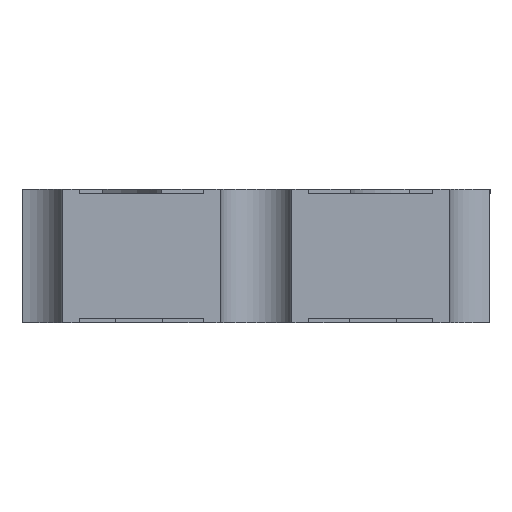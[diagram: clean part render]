
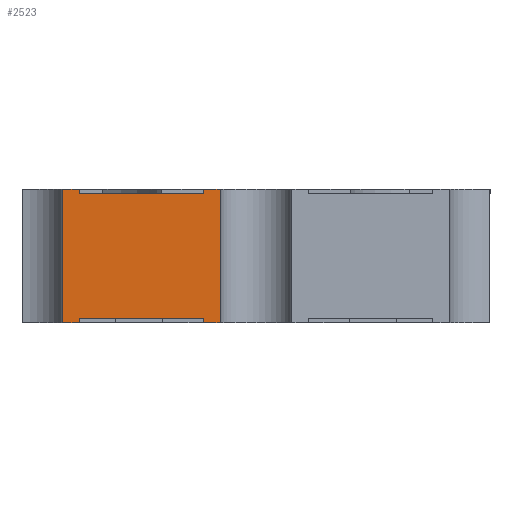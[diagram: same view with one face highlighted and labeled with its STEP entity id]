
A CAD part, left-side view. The second image highlights one B-rep face of the part: STEP entity #2523.
In plain terms, the highlighted planar face has unit normal (-1, 0, 0).
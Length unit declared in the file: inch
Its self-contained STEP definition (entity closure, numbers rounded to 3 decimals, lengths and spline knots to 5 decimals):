
#130 = DIRECTION ( 'NONE',  ( 0., 0., -1. ) ) ;
#384 = ORIENTED_EDGE ( 'NONE', *, *, #9423, .F. ) ;
#475 = EDGE_CURVE ( 'NONE', #694, #6989, #7145, .T. ) ;
#507 = LINE ( 'NONE', #7780, #12570 ) ;
#694 = VERTEX_POINT ( 'NONE', #4971 ) ;
#833 = EDGE_CURVE ( 'NONE', #4219, #6989, #9538, .T. ) ;
#914 = CARTESIAN_POINT ( 'NONE',  ( -0.125, 0.0225, 0.002 ) ) ;
#1129 = CARTESIAN_POINT ( 'NONE',  ( -0.125, 0.0755, 0.055 ) ) ;
#1269 = EDGE_CURVE ( 'NONE', #9005, #9969, #11186, .T. ) ;
#1273 = VECTOR ( 'NONE', #13047, 39.37008 ) ;
#1323 = VECTOR ( 'NONE', #9016, 39.37008 ) ;
#1340 = ORIENTED_EDGE ( 'NONE', *, *, #2070, .T. ) ;
#1420 = LINE ( 'NONE', #5530, #9252 ) ;
#1850 = ORIENTED_EDGE ( 'NONE', *, *, #6868, .T. ) ;
#1929 = DIRECTION ( 'NONE',  ( 0., 0., 1. ) ) ;
#2070 = EDGE_CURVE ( 'NONE', #10766, #5803, #1420, .T. ) ;
#2193 = DIRECTION ( 'NONE',  ( 0., -1., 0. ) ) ;
#2236 = DIRECTION ( 'NONE',  ( 0., 1., 0. ) ) ;
#2286 = DIRECTION ( 'NONE',  ( 0., 0., -1. ) ) ;
#2407 = CARTESIAN_POINT ( 'NONE',  ( -0.125, 0.0153, 0.002 ) ) ;
#2523 = ADVANCED_FACE ( 'NONE', ( #12662 ), #3414, .F. ) ;
#2631 = CARTESIAN_POINT ( 'NONE',  ( -0.125, 0.0755, 0.057 ) ) ;
#2676 = ORIENTED_EDGE ( 'NONE', *, *, #833, .T. ) ;
#3201 = LINE ( 'NONE', #5429, #11106 ) ;
#3263 = DIRECTION ( 'NONE',  ( 0., 1., 0. ) ) ;
#3282 = VECTOR ( 'NONE', #2286, 39.37008 ) ;
#3414 = PLANE ( 'NONE',  #12223 ) ;
#3527 = VECTOR ( 'NONE', #1929, 39.37008 ) ;
#3568 = DIRECTION ( 'NONE',  ( 0., 0., 1. ) ) ;
#3992 = ORIENTED_EDGE ( 'NONE', *, *, #9474, .T. ) ;
#4042 = CARTESIAN_POINT ( 'NONE',  ( -0.125, 0.0755, 0.002 ) ) ;
#4219 = VERTEX_POINT ( 'NONE', #6744 ) ;
#4255 = ORIENTED_EDGE ( 'NONE', *, *, #7595, .T. ) ;
#4437 = ORIENTED_EDGE ( 'NONE', *, *, #7205, .T. ) ;
#4495 = DIRECTION ( 'NONE',  ( 0., 1., 0. ) ) ;
#4615 = DIRECTION ( 'NONE',  ( 0., 0., -1. ) ) ;
#4913 = CARTESIAN_POINT ( 'NONE',  ( -0.125, 0.0153, 0. ) ) ;
#4971 = CARTESIAN_POINT ( 'NONE',  ( -0.125, 0.0755, 0.002 ) ) ;
#5178 = CARTESIAN_POINT ( 'NONE',  ( -0.125, 0.0153, 0. ) ) ;
#5214 = LINE ( 'NONE', #7358, #8882 ) ;
#5313 = CARTESIAN_POINT ( 'NONE',  ( -0.125, 0.08266, 0.002 ) ) ;
#5429 = CARTESIAN_POINT ( 'NONE',  ( -0.125, -0.1025, 0.057 ) ) ;
#5530 = CARTESIAN_POINT ( 'NONE',  ( -0.125, 0.0755, 0.055 ) ) ;
#5558 = VECTOR ( 'NONE', #12403, 39.37008 ) ;
#5803 = VERTEX_POINT ( 'NONE', #2631 ) ;
#6162 = LINE ( 'NONE', #13239, #9548 ) ;
#6195 = VERTEX_POINT ( 'NONE', #6792 ) ;
#6398 = CARTESIAN_POINT ( 'NONE',  ( -0.125, 0.0225, 0.002 ) ) ;
#6475 = CARTESIAN_POINT ( 'NONE',  ( -0.125, 0.0225, 0.002 ) ) ;
#6493 = CARTESIAN_POINT ( 'NONE',  ( -0.125, 0.08266, 0.057 ) ) ;
#6658 = VERTEX_POINT ( 'NONE', #6398 ) ;
#6678 = VECTOR ( 'NONE', #2193, 39.37008 ) ;
#6744 = CARTESIAN_POINT ( 'NONE',  ( -0.125, 0.08266, 0. ) ) ;
#6792 = CARTESIAN_POINT ( 'NONE',  ( -0.125, 0.0153, 0.057 ) ) ;
#6868 = EDGE_CURVE ( 'NONE', #6195, #8964, #3201, .T. ) ;
#6989 = VERTEX_POINT ( 'NONE', #10873 ) ;
#6991 = CARTESIAN_POINT ( 'NONE',  ( -0.125, 0.0225, 0.055 ) ) ;
#7145 = LINE ( 'NONE', #4042, #5558 ) ;
#7205 = EDGE_CURVE ( 'NONE', #5803, #12126, #5214, .T. ) ;
#7358 = CARTESIAN_POINT ( 'NONE',  ( -0.125, -0.1025, 0.057 ) ) ;
#7595 = EDGE_CURVE ( 'NONE', #6658, #9005, #9764, .T. ) ;
#7780 = CARTESIAN_POINT ( 'NONE',  ( -0.125, 0.0153, 0.002 ) ) ;
#8454 = VECTOR ( 'NONE', #130, 39.37008 ) ;
#8521 = CARTESIAN_POINT ( 'NONE',  ( -0.125, 0.0153, 0. ) ) ;
#8851 = EDGE_CURVE ( 'NONE', #12126, #4219, #9290, .T. ) ;
#8882 = VECTOR ( 'NONE', #2236, 39.37008 ) ;
#8964 = VERTEX_POINT ( 'NONE', #9554 ) ;
#9005 = VERTEX_POINT ( 'NONE', #11719 ) ;
#9016 = DIRECTION ( 'NONE',  ( 0., -1., 0. ) ) ;
#9112 = EDGE_CURVE ( 'NONE', #9879, #8964, #9275, .T. ) ;
#9252 = VECTOR ( 'NONE', #3568, 39.37008 ) ;
#9275 = LINE ( 'NONE', #11171, #3527 ) ;
#9290 = LINE ( 'NONE', #5313, #8454 ) ;
#9423 = EDGE_CURVE ( 'NONE', #6195, #9969, #507, .T. ) ;
#9474 = EDGE_CURVE ( 'NONE', #9879, #10766, #6162, .T. ) ;
#9513 = ORIENTED_EDGE ( 'NONE', *, *, #10853, .T. ) ;
#9538 = LINE ( 'NONE', #8521, #6678 ) ;
#9548 = VECTOR ( 'NONE', #10209, 39.37008 ) ;
#9554 = CARTESIAN_POINT ( 'NONE',  ( -0.125, 0.0225, 0.057 ) ) ;
#9618 = DIRECTION ( 'NONE',  ( 1., 0., 0. ) ) ;
#9764 = LINE ( 'NONE', #6475, #3282 ) ;
#9879 = VERTEX_POINT ( 'NONE', #6991 ) ;
#9969 = VERTEX_POINT ( 'NONE', #5178 ) ;
#10209 = DIRECTION ( 'NONE',  ( 0., 1., 0. ) ) ;
#10766 = VERTEX_POINT ( 'NONE', #1129 ) ;
#10853 = EDGE_CURVE ( 'NONE', #694, #6658, #13109, .T. ) ;
#10873 = CARTESIAN_POINT ( 'NONE',  ( -0.125, 0.0755, 0. ) ) ;
#11106 = VECTOR ( 'NONE', #3263, 39.37008 ) ;
#11171 = CARTESIAN_POINT ( 'NONE',  ( -0.125, 0.0225, 0.055 ) ) ;
#11186 = LINE ( 'NONE', #4913, #1323 ) ;
#11719 = CARTESIAN_POINT ( 'NONE',  ( -0.125, 0.0225, 0. ) ) ;
#12126 = VERTEX_POINT ( 'NONE', #6493 ) ;
#12223 = AXIS2_PLACEMENT_3D ( 'NONE', #2407, #9618, #4495 ) ;
#12257 = ORIENTED_EDGE ( 'NONE', *, *, #9112, .F. ) ;
#12403 = DIRECTION ( 'NONE',  ( 0., 0., -1. ) ) ;
#12570 = VECTOR ( 'NONE', #4615, 39.37008 ) ;
#12662 = FACE_OUTER_BOUND ( 'NONE', #12666, .T. ) ;
#12666 = EDGE_LOOP ( 'NONE', ( #12257, #3992, #1340, #4437, #13082, #2676, #13130, #9513, #4255, #13042, #384, #1850 ) ) ;
#13042 = ORIENTED_EDGE ( 'NONE', *, *, #1269, .T. ) ;
#13047 = DIRECTION ( 'NONE',  ( 0., -1., 0. ) ) ;
#13082 = ORIENTED_EDGE ( 'NONE', *, *, #8851, .T. ) ;
#13109 = LINE ( 'NONE', #914, #1273 ) ;
#13130 = ORIENTED_EDGE ( 'NONE', *, *, #475, .F. ) ;
#13239 = CARTESIAN_POINT ( 'NONE',  ( -0.125, -0.1025, 0.055 ) ) ;
